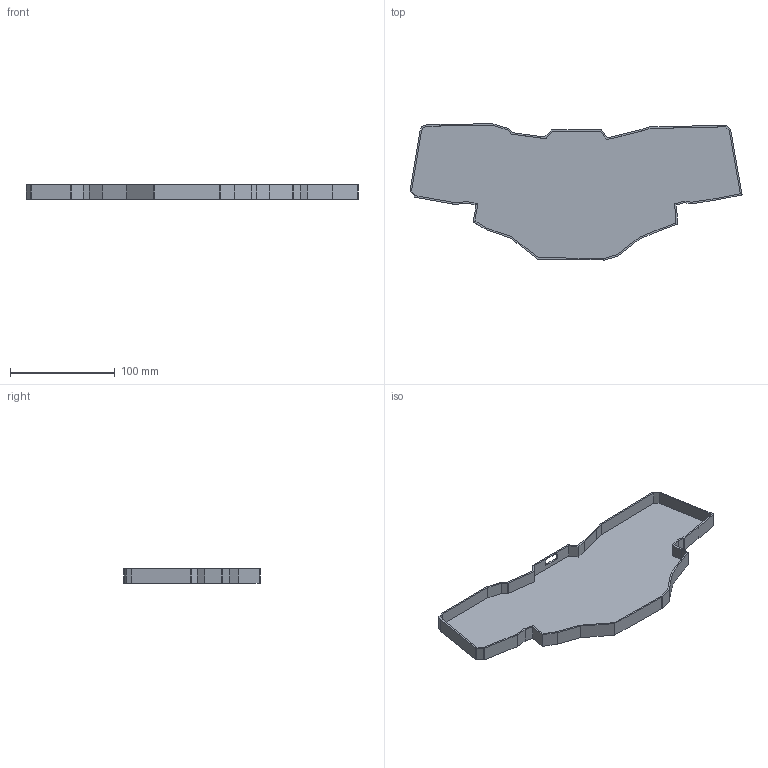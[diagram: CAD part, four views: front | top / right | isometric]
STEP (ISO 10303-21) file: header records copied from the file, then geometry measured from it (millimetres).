
FILE_DESCRIPTION(/* description */ ('Designed by EasyEDA Pro'),/* implementation_level */ '2;1');
FILE_NAME(/* name */ 'BASE V1.step',/* time_stamp */ '2025-10-23T09:25:55+05:30',/* author */ (''),/* organization */ (''),/* preprocessor_version */ 'ST-DEVELOPER v20.1',/* originating_system */ 'Autodesk Translation Framework v14.17.0.0',/* authorisation */ '');
FILE_SCHEMA (('AUTOMOTIVE_DESIGN { 1 0 10303 214 3 1 1 }'));
Length unit declared in the file: millimetre
Products named in the file (1): Open CASCADE STEP translator 7.8 2
Bounding box: 316.33 x 130.02 x 13.55 mm (x, y, z)
Volume: 58789.4 mm3; surface area: 79655.4 mm2
Topology: 1 solids, 1 shells, 428 faces, 1275 edges, 850 vertices
Faces by surface type: plane 428
Entity records: 14092 total; most frequent: CARTESIAN_POINT 2554, ORIENTED_EDGE 2550, DIRECTION 2133, LINE 1275, VECTOR 1275, EDGE_CURVE 1275, VERTEX_POINT 850, EDGE_LOOP 431
